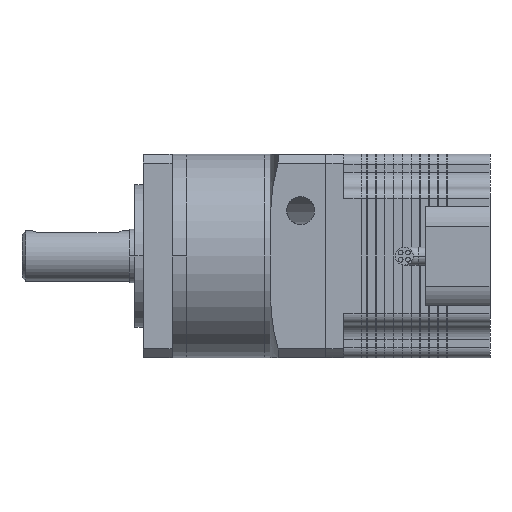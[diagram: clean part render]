
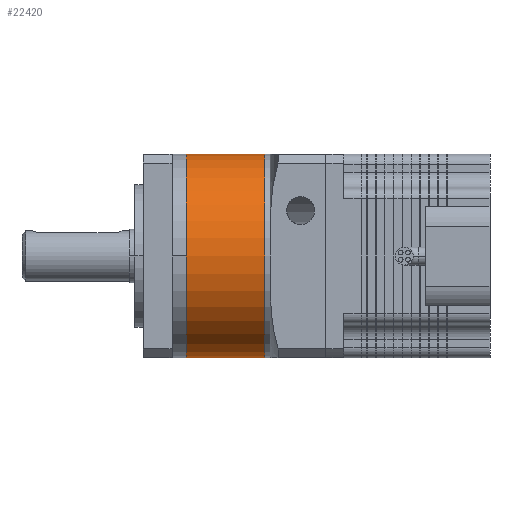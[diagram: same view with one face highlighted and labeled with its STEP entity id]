
A CAD part, left-side view. The second image highlights one B-rep face of the part: STEP entity #22420.
In plain terms, the highlighted cylindrical face has radius 28.5 mm (diameter 57 mm), a partial arc.
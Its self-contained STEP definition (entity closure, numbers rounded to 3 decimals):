
#773 = VECTOR ( 'NONE', #20714, 1000. ) ;
#1147 = EDGE_LOOP ( 'NONE', ( #22934, #14295, #18344, #6804 ) ) ;
#4791 = VERTEX_POINT ( 'NONE', #15526 ) ;
#4836 = DIRECTION ( 'NONE',  ( 0., 0., 1. ) ) ;
#5370 = VERTEX_POINT ( 'NONE', #28745 ) ;
#6804 = ORIENTED_EDGE ( 'NONE', *, *, #19642, .T. ) ;
#6993 = DIRECTION ( 'NONE',  ( 0., 1., 0. ) ) ;
#7286 = FACE_OUTER_BOUND ( 'NONE', #1147, .T. ) ;
#7288 = EDGE_CURVE ( 'NONE', #4791, #8582, #10676, .T. ) ;
#7802 = CARTESIAN_POINT ( 'NONE',  ( 0., 22., 28.5 ) ) ;
#8067 = AXIS2_PLACEMENT_3D ( 'NONE', #10236, #20361, #4836 ) ;
#8582 = VERTEX_POINT ( 'NONE', #15923 ) ;
#10236 = CARTESIAN_POINT ( 'NONE',  ( 0., 22., 0. ) ) ;
#10281 = VECTOR ( 'NONE', #18338, 1000. ) ;
#10420 = LINE ( 'NONE', #7802, #773 ) ;
#10676 = CIRCLE ( 'NONE', #8067, 28.5 ) ;
#10713 = VERTEX_POINT ( 'NONE', #21896 ) ;
#12203 = DIRECTION ( 'NONE',  ( 0., 0., 1. ) ) ;
#14295 = ORIENTED_EDGE ( 'NONE', *, *, #7288, .F. ) ;
#14472 = CYLINDRICAL_SURFACE ( 'NONE', #23271, 28.5 ) ;
#15526 = CARTESIAN_POINT ( 'NONE',  ( 0., 22., -28.5 ) ) ;
#15923 = CARTESIAN_POINT ( 'NONE',  ( 0., 22., 28.5 ) ) ;
#17124 = AXIS2_PLACEMENT_3D ( 'NONE', #22524, #6993, #12203 ) ;
#18338 = DIRECTION ( 'NONE',  ( 0., -1., 0. ) ) ;
#18344 = ORIENTED_EDGE ( 'NONE', *, *, #24370, .T. ) ;
#18812 = LINE ( 'NONE', #30625, #10281 ) ;
#19228 = CIRCLE ( 'NONE', #17124, 28.5 ) ;
#19642 = EDGE_CURVE ( 'NONE', #5370, #10713, #19228, .T. ) ;
#20361 = DIRECTION ( 'NONE',  ( 0., 1., 0. ) ) ;
#20714 = DIRECTION ( 'NONE',  ( 0., -1., 0. ) ) ;
#21896 = CARTESIAN_POINT ( 'NONE',  ( 0., 0., 28.5 ) ) ;
#22420 = ADVANCED_FACE ( 'NONE', ( #7286 ), #14472, .T. ) ;
#22524 = CARTESIAN_POINT ( 'NONE',  ( 0., 0., 0. ) ) ;
#22934 = ORIENTED_EDGE ( 'NONE', *, *, #26763, .F. ) ;
#23271 = AXIS2_PLACEMENT_3D ( 'NONE', #26916, #24460, #31652 ) ;
#24370 = EDGE_CURVE ( 'NONE', #4791, #5370, #18812, .T. ) ;
#24460 = DIRECTION ( 'NONE',  ( 0., -1., 0. ) ) ;
#26763 = EDGE_CURVE ( 'NONE', #8582, #10713, #10420, .T. ) ;
#26916 = CARTESIAN_POINT ( 'NONE',  ( 0., 22., 0. ) ) ;
#28745 = CARTESIAN_POINT ( 'NONE',  ( 0., 0., -28.5 ) ) ;
#30625 = CARTESIAN_POINT ( 'NONE',  ( 0., 22., -28.5 ) ) ;
#31652 = DIRECTION ( 'NONE',  ( 0., 0., -1. ) ) ;
